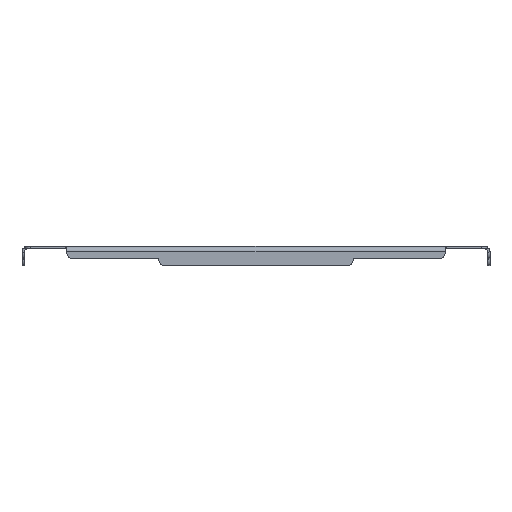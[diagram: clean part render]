
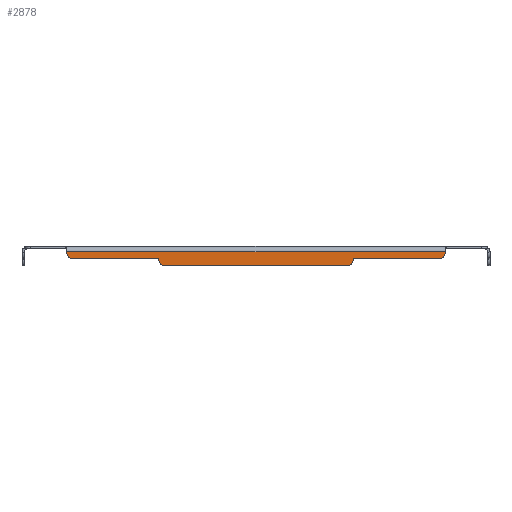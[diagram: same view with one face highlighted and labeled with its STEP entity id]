
A CAD part, front view. The second image highlights one B-rep face of the part: STEP entity #2878.
In plain terms, the highlighted planar face has unit normal (0, -1, 0).
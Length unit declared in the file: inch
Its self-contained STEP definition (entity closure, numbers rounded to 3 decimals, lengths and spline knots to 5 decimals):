
#22 = EDGE_CURVE ( 'NONE', #1523, #1094, #2062, .T. ) ;
#28 = VECTOR ( 'NONE', #1407, 39.37008 ) ;
#92 = CARTESIAN_POINT ( 'NONE',  ( 8.46875, -22.46875, -0.2915 ) ) ;
#154 = CARTESIAN_POINT ( 'NONE',  ( 4.09375, -22.46875, -0.604 ) ) ;
#196 = CARTESIAN_POINT ( 'NONE',  ( -4.09375, -22.46875, -0.854 ) ) ;
#202 = CARTESIAN_POINT ( 'NONE',  ( -10.34375, -22.46875, -0.5415 ) ) ;
#223 = VERTEX_POINT ( 'NONE', #3483 ) ;
#239 = VERTEX_POINT ( 'NONE', #3149 ) ;
#259 = VERTEX_POINT ( 'NONE', #2767 ) ;
#351 = CARTESIAN_POINT ( 'NONE',  ( 4.34375, -22.46875, -0.5415 ) ) ;
#379 = CIRCLE ( 'NONE', #715, 0.25 ) ;
#383 = CARTESIAN_POINT ( 'NONE',  ( -10.34375, -22.46875, -0.5415 ) ) ;
#440 = DIRECTION ( 'NONE',  ( 0., -1., 0. ) ) ;
#447 = ORIENTED_EDGE ( 'NONE', *, *, #3600, .T. ) ;
#459 = CARTESIAN_POINT ( 'NONE',  ( -8.21875, -22.46875, -0.2915 ) ) ;
#467 = ORIENTED_EDGE ( 'NONE', *, *, #3838, .T. ) ;
#491 = DIRECTION ( 'NONE',  ( 0., 0., 1. ) ) ;
#692 = EDGE_CURVE ( 'NONE', #3216, #3728, #3876, .T. ) ;
#711 = CARTESIAN_POINT ( 'NONE',  ( -4.09375, -22.46875, -0.604 ) ) ;
#715 = AXIS2_PLACEMENT_3D ( 'NONE', #154, #1418, #3978 ) ;
#723 = CARTESIAN_POINT ( 'NONE',  ( -8.46875, -22.46875, -0.2465 ) ) ;
#810 = CARTESIAN_POINT ( 'NONE',  ( -8.21875, -22.46875, -0.5415 ) ) ;
#834 = ORIENTED_EDGE ( 'NONE', *, *, #22, .T. ) ;
#872 = CIRCLE ( 'NONE', #3099, 0.25 ) ;
#895 = VECTOR ( 'NONE', #3188, 39.37008 ) ;
#1053 = ORIENTED_EDGE ( 'NONE', *, *, #1553, .T. ) ;
#1081 = CARTESIAN_POINT ( 'NONE',  ( -10.34375, -22.46875, 0. ) ) ;
#1094 = VERTEX_POINT ( 'NONE', #1430 ) ;
#1145 = ORIENTED_EDGE ( 'NONE', *, *, #4054, .F. ) ;
#1167 = DIRECTION ( 'NONE',  ( 0., 0., -1. ) ) ;
#1175 = CIRCLE ( 'NONE', #3858, 0.25 ) ;
#1305 = AXIS2_PLACEMENT_3D ( 'NONE', #459, #440, #3325 ) ;
#1407 = DIRECTION ( 'NONE',  ( 1., 0., 0. ) ) ;
#1411 = DIRECTION ( 'NONE',  ( 0., -1., 0. ) ) ;
#1418 = DIRECTION ( 'NONE',  ( 0., -1., 0. ) ) ;
#1430 = CARTESIAN_POINT ( 'NONE',  ( -4.34375, -22.46875, -0.5415 ) ) ;
#1434 = DIRECTION ( 'NONE',  ( 0., 0., -1. ) ) ;
#1443 = VECTOR ( 'NONE', #2866, 39.37008 ) ;
#1470 = LINE ( 'NONE', #3005, #1641 ) ;
#1474 = CARTESIAN_POINT ( 'NONE',  ( 8.21875, -22.46875, -0.2915 ) ) ;
#1523 = VERTEX_POINT ( 'NONE', #810 ) ;
#1553 = EDGE_CURVE ( 'NONE', #3728, #2876, #872, .T. ) ;
#1584 = LINE ( 'NONE', #3224, #1443 ) ;
#1588 = ORIENTED_EDGE ( 'NONE', *, *, #3252, .T. ) ;
#1641 = VECTOR ( 'NONE', #491, 39.37008 ) ;
#1656 = CARTESIAN_POINT ( 'NONE',  ( 8.46875, -22.46875, -0.2465 ) ) ;
#1668 = EDGE_CURVE ( 'NONE', #2054, #2114, #3929, .T. ) ;
#1703 = DIRECTION ( 'NONE',  ( 0., 0., 1. ) ) ;
#1734 = FACE_OUTER_BOUND ( 'NONE', #2780, .T. ) ;
#1764 = VECTOR ( 'NONE', #1167, 39.37008 ) ;
#1783 = ORIENTED_EDGE ( 'NONE', *, *, #3815, .T. ) ;
#2025 = VECTOR ( 'NONE', #2527, 39.37008 ) ;
#2051 = PLANE ( 'NONE',  #3921 ) ;
#2054 = VERTEX_POINT ( 'NONE', #723 ) ;
#2062 = LINE ( 'NONE', #202, #28 ) ;
#2114 = VERTEX_POINT ( 'NONE', #3272 ) ;
#2126 = ORIENTED_EDGE ( 'NONE', *, *, #1668, .F. ) ;
#2234 = VERTEX_POINT ( 'NONE', #196 ) ;
#2283 = DIRECTION ( 'NONE',  ( 1., 0., 0. ) ) ;
#2317 = CARTESIAN_POINT ( 'NONE',  ( -8.46875, -22.46875, -0.55025 ) ) ;
#2417 = LINE ( 'NONE', #2461, #1764 ) ;
#2418 = EDGE_CURVE ( 'NONE', #223, #2054, #3010, .T. ) ;
#2458 = DIRECTION ( 'NONE',  ( 0., -1., 0. ) ) ;
#2461 = CARTESIAN_POINT ( 'NONE',  ( -4.34375, -22.46875, -0.69775 ) ) ;
#2483 = EDGE_CURVE ( 'NONE', #223, #1523, #3247, .T. ) ;
#2527 = DIRECTION ( 'NONE',  ( 1., 0., 0. ) ) ;
#2767 = CARTESIAN_POINT ( 'NONE',  ( 4.09375, -22.46875, -0.854 ) ) ;
#2771 = ORIENTED_EDGE ( 'NONE', *, *, #3453, .T. ) ;
#2780 = EDGE_LOOP ( 'NONE', ( #4118, #1053, #447, #2126, #3925, #3410, #834, #467, #2771, #1588, #1783, #1145 ) ) ;
#2860 = LINE ( 'NONE', #4142, #3785 ) ;
#2866 = DIRECTION ( 'NONE',  ( 0., 0., -1. ) ) ;
#2876 = VERTEX_POINT ( 'NONE', #92 ) ;
#2878 = ADVANCED_FACE ( 'NONE', ( #1734 ), #2051, .T. ) ;
#2949 = DIRECTION ( 'NONE',  ( 0., 0., -1. ) ) ;
#3005 = CARTESIAN_POINT ( 'NONE',  ( 8.46875, -22.46875, 0. ) ) ;
#3010 = LINE ( 'NONE', #2317, #3513 ) ;
#3053 = VERTEX_POINT ( 'NONE', #4052 ) ;
#3099 = AXIS2_PLACEMENT_3D ( 'NONE', #1474, #2458, #3362 ) ;
#3149 = CARTESIAN_POINT ( 'NONE',  ( 4.34375, -22.46875, -0.604 ) ) ;
#3188 = DIRECTION ( 'NONE',  ( 1., 0., 0. ) ) ;
#3216 = VERTEX_POINT ( 'NONE', #351 ) ;
#3224 = CARTESIAN_POINT ( 'NONE',  ( 4.34375, -22.46875, -0.69775 ) ) ;
#3247 = CIRCLE ( 'NONE', #1305, 0.25 ) ;
#3252 = EDGE_CURVE ( 'NONE', #2234, #259, #2860, .T. ) ;
#3272 = CARTESIAN_POINT ( 'NONE',  ( 8.46875, -22.46875, -0.2465 ) ) ;
#3282 = DIRECTION ( 'NONE',  ( 0., -1., 0. ) ) ;
#3325 = DIRECTION ( 'NONE',  ( 0., 0., -1. ) ) ;
#3362 = DIRECTION ( 'NONE',  ( 0., 0., -1. ) ) ;
#3410 = ORIENTED_EDGE ( 'NONE', *, *, #2483, .T. ) ;
#3442 = CARTESIAN_POINT ( 'NONE',  ( 8.21875, -22.46875, -0.5415 ) ) ;
#3453 = EDGE_CURVE ( 'NONE', #3053, #2234, #1175, .T. ) ;
#3483 = CARTESIAN_POINT ( 'NONE',  ( -8.46875, -22.46875, -0.2915 ) ) ;
#3513 = VECTOR ( 'NONE', #1703, 39.37008 ) ;
#3600 = EDGE_CURVE ( 'NONE', #2876, #2114, #1470, .T. ) ;
#3728 = VERTEX_POINT ( 'NONE', #3442 ) ;
#3785 = VECTOR ( 'NONE', #2283, 39.37008 ) ;
#3815 = EDGE_CURVE ( 'NONE', #259, #239, #379, .T. ) ;
#3838 = EDGE_CURVE ( 'NONE', #1094, #3053, #2417, .T. ) ;
#3858 = AXIS2_PLACEMENT_3D ( 'NONE', #711, #3282, #2949 ) ;
#3876 = LINE ( 'NONE', #383, #895 ) ;
#3921 = AXIS2_PLACEMENT_3D ( 'NONE', #1081, #1411, #1434 ) ;
#3925 = ORIENTED_EDGE ( 'NONE', *, *, #2418, .F. ) ;
#3929 = LINE ( 'NONE', #1656, #2025 ) ;
#3978 = DIRECTION ( 'NONE',  ( 0., 0., -1. ) ) ;
#4052 = CARTESIAN_POINT ( 'NONE',  ( -4.34375, -22.46875, -0.604 ) ) ;
#4054 = EDGE_CURVE ( 'NONE', #3216, #239, #1584, .T. ) ;
#4118 = ORIENTED_EDGE ( 'NONE', *, *, #692, .T. ) ;
#4142 = CARTESIAN_POINT ( 'NONE',  ( -10.34375, -22.46875, -0.854 ) ) ;
